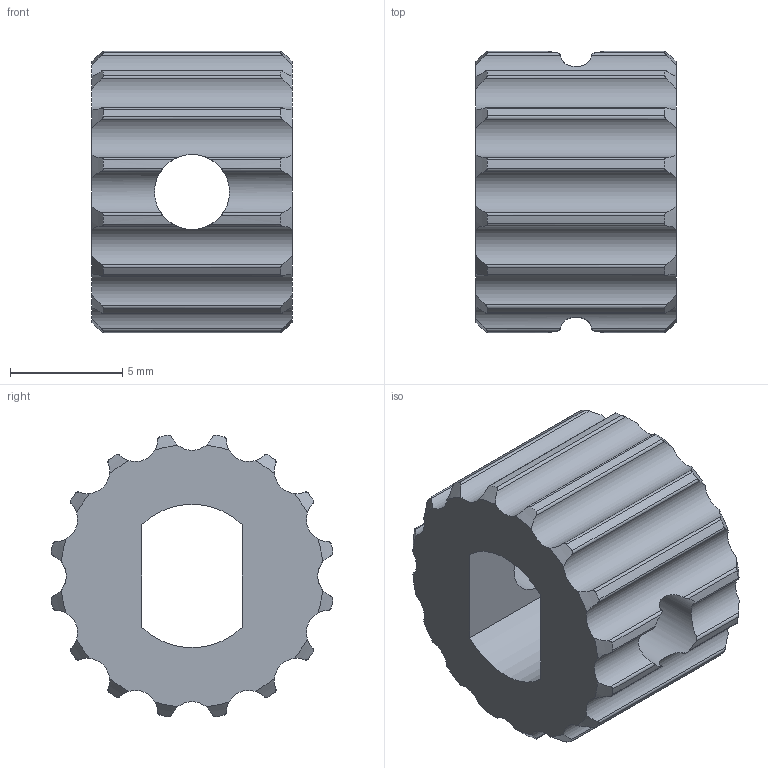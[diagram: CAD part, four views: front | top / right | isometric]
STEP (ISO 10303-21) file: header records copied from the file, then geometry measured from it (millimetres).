
FILE_DESCRIPTION(/* description */ (''),/* implementation_level */ '2;1');
FILE_NAME(/* name */ 'Flywheel Knurl 2.step',/* time_stamp */ '2023-12-21T21:04:00-05:00',/* author */ (''),/* organization */ (''),/* preprocessor_version */ 'ST-DEVELOPER v20',/* originating_system */ 'Autodesk Translation Framework v12.14.0.127',/* authorisation */ '');
FILE_SCHEMA (('AUTOMOTIVE_DESIGN { 1 0 10303 214 3 1 1 }'));
Length unit declared in the file: millimetre
Products named in the file (1): Flywheel Knurl
Bounding box: 8.89 x 12.53 x 12.53 mm (x, y, z)
Volume: 678.6 mm3; surface area: 791.9 mm2
Topology: 1 solids, 1 shells, 118 faces, 354 edges, 236 vertices
Faces by surface type: cylinder 82, cone 32, plane 4
Full cylindrical faces by diameter (mm): 3.332 x2
Entity records: 5062 total; most frequent: CARTESIAN_POINT 2043, ORIENTED_EDGE 708, DIRECTION 532, EDGE_CURVE 354, VERTEX_POINT 236, AXIS2_PLACEMENT_3D 221, B_SPLINE_CURVE_WITH_KNOTS 162, EDGE_LOOP 122
